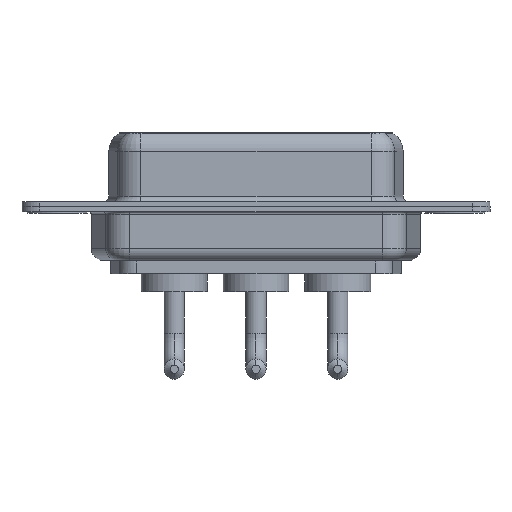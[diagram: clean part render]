
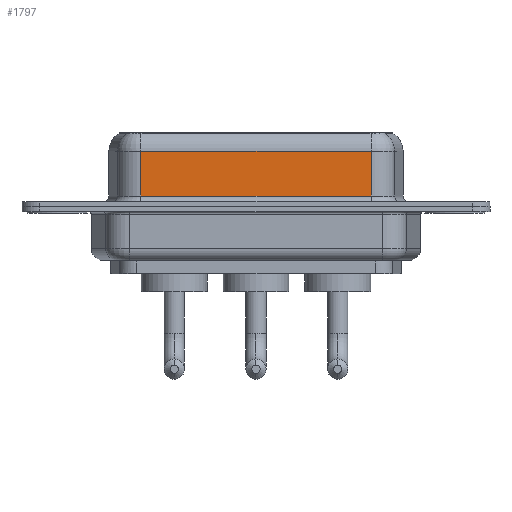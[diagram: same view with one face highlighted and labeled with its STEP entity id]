
A CAD part, front view. The second image highlights one B-rep face of the part: STEP entity #1797.
In plain terms, the highlighted planar face has unit normal (0, -1, 0).
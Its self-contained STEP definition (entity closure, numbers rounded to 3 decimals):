
#407 = PLANE ( 'NONE',  #9938 ) ;
#453 = DIRECTION ( 'NONE',  ( 0., 1., 0. ) ) ;
#632 = VERTEX_POINT ( 'NONE', #7980 ) ;
#1461 = CARTESIAN_POINT ( 'NONE',  ( 26.287, -3.95, 4.65 ) ) ;
#1797 = ADVANCED_FACE ( 'NONE', ( #6230 ), #407, .F. ) ;
#1900 = VERTEX_POINT ( 'NONE', #7194 ) ;
#2087 = LINE ( 'NONE', #2137, #7681 ) ;
#2096 = CARTESIAN_POINT ( 'NONE',  ( 26.287, -3.95, 0.9 ) ) ;
#2137 = CARTESIAN_POINT ( 'NONE',  ( 7.013, -3.95, 6.4 ) ) ;
#2743 = VERTEX_POINT ( 'NONE', #8316 ) ;
#2809 = EDGE_CURVE ( 'NONE', #2743, #632, #9425, .T. ) ;
#2874 = CARTESIAN_POINT ( 'NONE',  ( 26.287, -3.95, 6.4 ) ) ;
#3224 = EDGE_CURVE ( 'NONE', #9193, #2743, #2087, .T. ) ;
#3325 = LINE ( 'NONE', #1461, #8522 ) ;
#3342 = EDGE_CURVE ( 'NONE', #1900, #632, #5272, .T. ) ;
#3472 = ORIENTED_EDGE ( 'NONE', *, *, #2809, .T. ) ;
#3546 = CARTESIAN_POINT ( 'NONE',  ( 26.287, -3.95, 6.4 ) ) ;
#3587 = EDGE_LOOP ( 'NONE', ( #7587, #4248, #9523, #3472 ) ) ;
#3898 = CARTESIAN_POINT ( 'NONE',  ( 7.013, -3.95, 4.65 ) ) ;
#4248 = ORIENTED_EDGE ( 'NONE', *, *, #4593, .T. ) ;
#4593 = EDGE_CURVE ( 'NONE', #1900, #9193, #3325, .T. ) ;
#4895 = DIRECTION ( 'NONE',  ( -1., 0., 0. ) ) ;
#5272 = LINE ( 'NONE', #2874, #9221 ) ;
#5378 = DIRECTION ( 'NONE',  ( 0., 0., -1. ) ) ;
#6230 = FACE_OUTER_BOUND ( 'NONE', #3587, .T. ) ;
#7194 = CARTESIAN_POINT ( 'NONE',  ( 26.287, -3.95, 4.65 ) ) ;
#7587 = ORIENTED_EDGE ( 'NONE', *, *, #3342, .F. ) ;
#7681 = VECTOR ( 'NONE', #5378, 1000. ) ;
#7980 = CARTESIAN_POINT ( 'NONE',  ( 26.287, -3.95, 0.9 ) ) ;
#8316 = CARTESIAN_POINT ( 'NONE',  ( 7.013, -3.95, 0.9 ) ) ;
#8520 = DIRECTION ( 'NONE',  ( 1., 0., 0. ) ) ;
#8522 = VECTOR ( 'NONE', #4895, 1000. ) ;
#9193 = VERTEX_POINT ( 'NONE', #3898 ) ;
#9221 = VECTOR ( 'NONE', #9414, 1000. ) ;
#9414 = DIRECTION ( 'NONE',  ( 0., 0., -1. ) ) ;
#9425 = LINE ( 'NONE', #2096, #9714 ) ;
#9469 = DIRECTION ( 'NONE',  ( 0., 0., 1. ) ) ;
#9523 = ORIENTED_EDGE ( 'NONE', *, *, #3224, .T. ) ;
#9714 = VECTOR ( 'NONE', #8520, 1000. ) ;
#9938 = AXIS2_PLACEMENT_3D ( 'NONE', #3546, #453, #9469 ) ;
